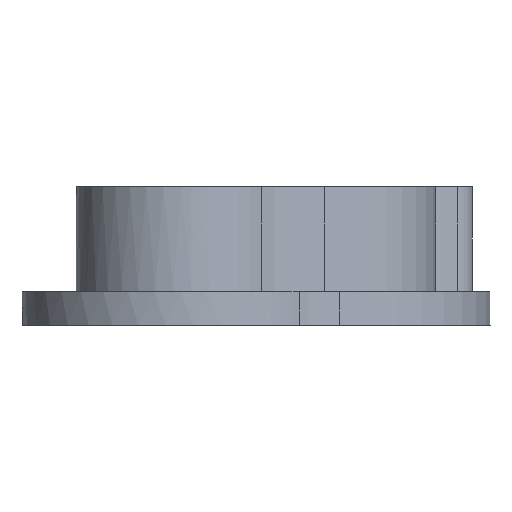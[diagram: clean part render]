
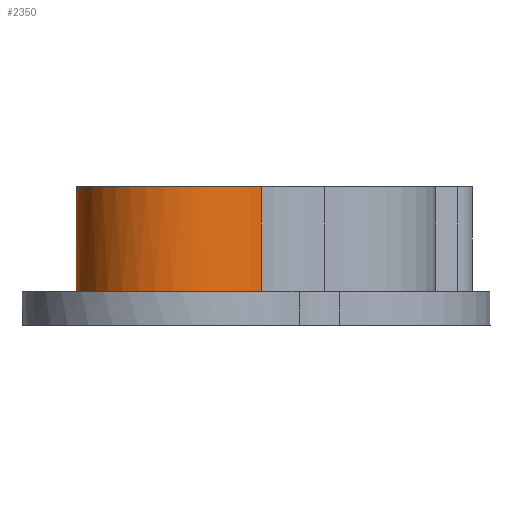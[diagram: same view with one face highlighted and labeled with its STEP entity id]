
A CAD part, left-side view. The second image highlights one B-rep face of the part: STEP entity #2350.
In plain terms, the highlighted cylindrical face has radius 56 mm (diameter 112 mm), a partial arc.
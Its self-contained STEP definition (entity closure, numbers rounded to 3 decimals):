
#38=CARTESIAN_POINT('',(-55.435,63.111,56.));
#39=DIRECTION('',(0.,0.,1.));
#40=DIRECTION('',(-0.963,-0.271,0.));
#41=AXIS2_PLACEMENT_3D('',#38,#39,#40);
#43=CARTESIAN_POINT('',(-55.435,63.111,56.));
#44=DIRECTION('',(0.,0.,1.));
#45=DIRECTION('',(-1.,0.,0.));
#46=AXIS2_PLACEMENT_3D('',#43,#44,#45);
#48=CARTESIAN_POINT('',(-55.435,63.111,56.));
#49=DIRECTION('',(0.,0.,1.));
#50=DIRECTION('',(0.963,0.27,0.));
#51=AXIS2_PLACEMENT_3D('',#48,#49,#50);
#443=CARTESIAN_POINT('',(-55.435,63.111,0.));
#444=DIRECTION('',(0.,0.,-1.));
#445=DIRECTION('',(-0.963,-0.271,0.));
#446=AXIS2_PLACEMENT_3D('',#443,#444,#445);
#448=CARTESIAN_POINT('',(-55.435,63.111,0.));
#449=DIRECTION('',(0.,0.,-1.));
#450=DIRECTION('',(-0.645,-0.764,0.));
#451=AXIS2_PLACEMENT_3D('',#448,#449,#450);
#613=DIRECTION('',(0.,0.,-1.));
#614=VECTOR('',#613,56.);
#615=CARTESIAN_POINT('',(-1.523,78.261,56.));
#616=LINE('',#615,#614);
#617=DIRECTION('',(0.,0.,-1.));
#618=VECTOR('',#617,56.);
#619=CARTESIAN_POINT('',(-91.581,20.339,56.));
#620=LINE('',#619,#618);
#1516=CARTESIAN_POINT('',(-1.522,78.258,56.));
#1517=VERTEX_POINT('',#1516);
#1518=CARTESIAN_POINT('',(-109.347,47.961,56.));
#1519=CARTESIAN_POINT('',(-91.581,20.339,56.));
#1520=VERTEX_POINT('',#1518);
#1521=VERTEX_POINT('',#1519);
#1522=CARTESIAN_POINT('',(-111.435,63.111,56.));
#1523=VERTEX_POINT('',#1522);
#1635=CARTESIAN_POINT('',(-91.581,20.339,0.));
#1636=VERTEX_POINT('',#1635);
#1637=CARTESIAN_POINT('',(-109.347,47.961,0.));
#1638=CARTESIAN_POINT('',(-1.52,78.251,0.));
#1639=VERTEX_POINT('',#1637);
#1640=VERTEX_POINT('',#1638);
#2335=CARTESIAN_POINT('',(-55.435,63.111,28.));
#2336=DIRECTION('',(0.,0.,1.));
#2337=DIRECTION('',(0.963,0.271,0.));
#2338=AXIS2_PLACEMENT_3D('',#2335,#2336,#2337);
#2339=CYLINDRICAL_SURFACE('',#2338,56.);
#2340=ORIENTED_EDGE('',*,*,#1912,.T.);
#2342=ORIENTED_EDGE('',*,*,#2341,.T.);
#2343=ORIENTED_EDGE('',*,*,#2218,.T.);
#2344=ORIENTED_EDGE('',*,*,#2216,.T.);
#2345=ORIENTED_EDGE('',*,*,#2329,.F.);
#2346=ORIENTED_EDGE('',*,*,#1916,.T.);
#2347=ORIENTED_EDGE('',*,*,#1914,.T.);
#2348=EDGE_LOOP('',(#2340,#2342,#2343,#2344,#2345,#2346,#2347));
#2349=FACE_OUTER_BOUND('',#2348,.F.);
#2350=ADVANCED_FACE('',(#2349),#2339,.T.);
#42=CIRCLE('',#41,56.);
#47=CIRCLE('',#46,56.);
#52=CIRCLE('',#51,56.);
#447=CIRCLE('',#446,56.);
#452=CIRCLE('',#451,56.);
#1912=EDGE_CURVE('',#1520,#1521,#42,.T.);
#1914=EDGE_CURVE('',#1523,#1520,#47,.T.);
#1916=EDGE_CURVE('',#1517,#1523,#52,.T.);
#2216=EDGE_CURVE('',#1639,#1640,#447,.T.);
#2218=EDGE_CURVE('',#1636,#1639,#452,.T.);
#2329=EDGE_CURVE('',#1517,#1640,#616,.T.);
#2341=EDGE_CURVE('',#1521,#1636,#620,.T.);
